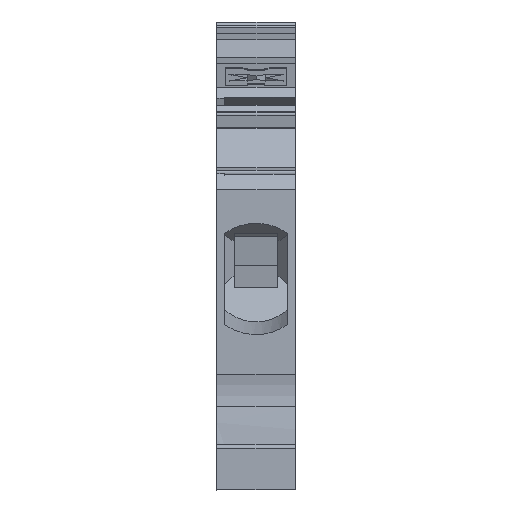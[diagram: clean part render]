
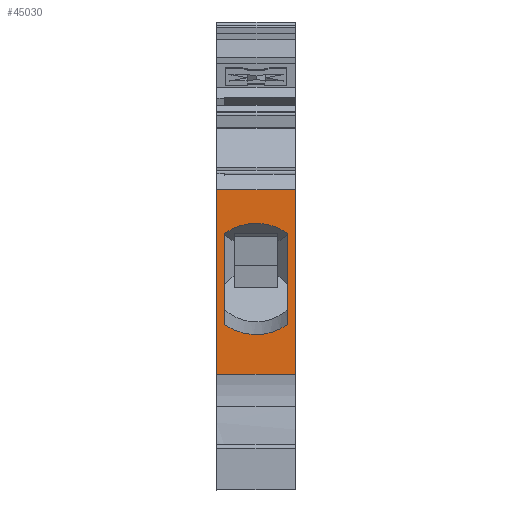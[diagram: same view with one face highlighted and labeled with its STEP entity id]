
A CAD part, front view. The second image highlights one B-rep face of the part: STEP entity #45030.
In plain terms, the highlighted face is planar.
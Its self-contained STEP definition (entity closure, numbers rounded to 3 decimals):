
#1640=CARTESIAN_POINT('',(-58.053,61.114,
-52.82));
#1650=VERTEX_POINT('',#1640);
#1680=CARTESIAN_POINT('',(-58.053,91.757,
-52.82));
#1690=DIRECTION('',(0.,1.,0.));
#1700=VECTOR('',#1690,1.);
#1710=LINE('',#1680,#1700);
#1720=CARTESIAN_POINT('',(-58.053,80.329,
-52.82));
#1730=VERTEX_POINT('',#1720);
#1740=EDGE_CURVE('',#1650,#1730,#1710,.T.);
#16080=CARTESIAN_POINT('',(-58.053,80.329,
-60.97));
#16090=VERTEX_POINT('',#16080);
#16120=CARTESIAN_POINT('',(-58.053,91.757,
-60.97));
#16130=DIRECTION('',(0.,1.,0.));
#16140=VECTOR('',#16130,1.);
#16150=LINE('',#16120,#16140);
#16160=CARTESIAN_POINT('',(-58.053,61.114,
-60.97));
#16170=VERTEX_POINT('',#16160);
#16180=EDGE_CURVE('',#16170,#16090,#16150,.T.);
#42340=CARTESIAN_POINT('',(-58.053,80.329,
-52.82));
#42350=DIRECTION('',(0.,0.,1.));
#42360=VECTOR('',#42350,1.);
#42370=LINE('',#42340,#42360);
#42380=EDGE_CURVE('',#16090,#1730,#42370,.T.);
#44510=CARTESIAN_POINT('',(-58.053,62.614,
-52.82));
#44520=DIRECTION('',(1.,0.,0.));
#44530=DIRECTION('',(0.,-1.,0.));
#44540=AXIS2_PLACEMENT_3D('',#44510,#44520,#44530);
#44550=PLANE('',#44540);
#44560=CARTESIAN_POINT('',(-58.053,71.141,
-56.895));
#44570=DIRECTION('',(1.,0.,0.));
#44580=DIRECTION('',(0.,-1.,0.));
#44590=AXIS2_PLACEMENT_3D('',#44560,#44570,#44580);
#44600=ELLIPSE('',#44590,5.686,5.6);
#44610=CARTESIAN_POINT('',(-58.053,75.753,
-60.17));
#44620=VERTEX_POINT('',#44610);
#44630=CARTESIAN_POINT('',(-58.053,75.753,
-53.62));
#44640=VERTEX_POINT('',#44630);
#44650=EDGE_CURVE('',#44620,#44640,#44600,.T.);
#44660=ORIENTED_EDGE('',*,*,#44650,.T.);
#44670=CARTESIAN_POINT('',(-58.053,66.114,
-60.17));
#44680=DIRECTION('',(0.,1.,0.));
#44690=VECTOR('',#44680,1.);
#44700=LINE('',#44670,#44690);
#44710=CARTESIAN_POINT('',(-58.053,66.325,
-60.17));
#44720=VERTEX_POINT('',#44710);
#44730=EDGE_CURVE('',#44720,#44620,#44700,.T.);
#44740=ORIENTED_EDGE('',*,*,#44730,.T.);
#44750=CARTESIAN_POINT('',(-58.053,70.938,
-56.895));
#44760=DIRECTION('',(1.,0.,0.));
#44770=DIRECTION('',(0.,-1.,0.));
#44780=AXIS2_PLACEMENT_3D('',#44750,#44760,#44770);
#44790=ELLIPSE('',#44780,5.686,5.6);
#44800=CARTESIAN_POINT('',(-58.053,66.325,
-53.62));
#44810=VERTEX_POINT('',#44800);
#44820=EDGE_CURVE('',#44810,#44720,#44790,.T.);
#44830=ORIENTED_EDGE('',*,*,#44820,.T.);
#44840=CARTESIAN_POINT('',(-58.053,66.114,
-53.62));
#44850=DIRECTION('',(0.,1.,0.));
#44860=VECTOR('',#44850,1.);
#44870=LINE('',#44840,#44860);
#44880=EDGE_CURVE('',#44810,#44640,#44870,.T.);
#44890=ORIENTED_EDGE('',*,*,#44880,.F.);
#44900=EDGE_LOOP('',(#44890,#44830,#44740,#44660));
#44910=FACE_BOUND('',#44900,.T.);
#44920=ORIENTED_EDGE('',*,*,#1740,.T.);
#44930=CARTESIAN_POINT('',(-58.053,61.114,
-52.82));
#44940=DIRECTION('',(0.,0.,1.));
#44950=VECTOR('',#44940,1.);
#44960=LINE('',#44930,#44950);
#44970=EDGE_CURVE('',#16170,#1650,#44960,.T.);
#44980=ORIENTED_EDGE('',*,*,#44970,.T.);
#44990=ORIENTED_EDGE('',*,*,#16180,.F.);
#45000=ORIENTED_EDGE('',*,*,#42380,.F.);
#45010=EDGE_LOOP('',(#45000,#44990,#44980,#44920));
#45020=FACE_OUTER_BOUND('',#45010,.T.);
#45030=ADVANCED_FACE('',(#44910,#45020),#44550,.F.);
